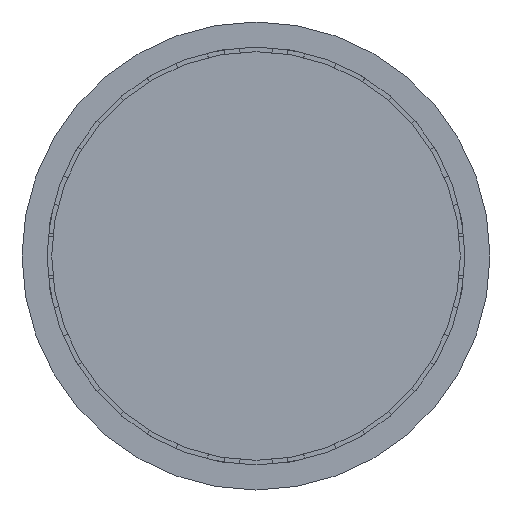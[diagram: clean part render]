
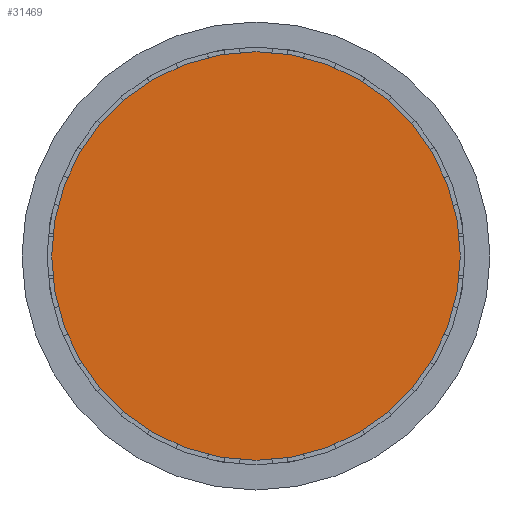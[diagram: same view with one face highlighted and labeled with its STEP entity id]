
A CAD part, left-side view. The second image highlights one B-rep face of the part: STEP entity #31469.
In plain terms, the highlighted planar face has unit normal (-1, 0, 0).
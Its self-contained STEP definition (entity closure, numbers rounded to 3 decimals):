
#6804=PLANE('',#34241);
#16511=ORIENTED_EDGE('',*,*,#21953,.T.);
#21953=EDGE_CURVE('',#25446,#25446,#27250,.T.);
#25446=VERTEX_POINT('',#52524);
#27250=CIRCLE('',#34242,8.95);
#28387=EDGE_LOOP('',(#16511));
#29574=FACE_BOUND('',#28387,.T.);
#31469=ADVANCED_FACE('',(#29574),#6804,.T.);
#34241=AXIS2_PLACEMENT_3D('',#52522,#42897,#42898);
#34242=AXIS2_PLACEMENT_3D('',#52523,#42899,#42900);
#42897=DIRECTION('',(-1.,0.,0.));
#42898=DIRECTION('',(0.,0.,1.));
#42899=DIRECTION('',(-1.,0.,0.));
#42900=DIRECTION('',(0.,0.,1.));
#52522=CARTESIAN_POINT('',(0.,0.,0.));
#52523=CARTESIAN_POINT('',(0.,0.,0.));
#52524=CARTESIAN_POINT('',(0.,0.,8.95));
